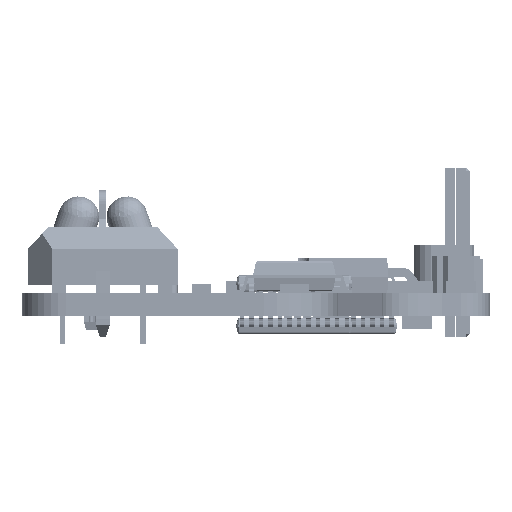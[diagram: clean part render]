
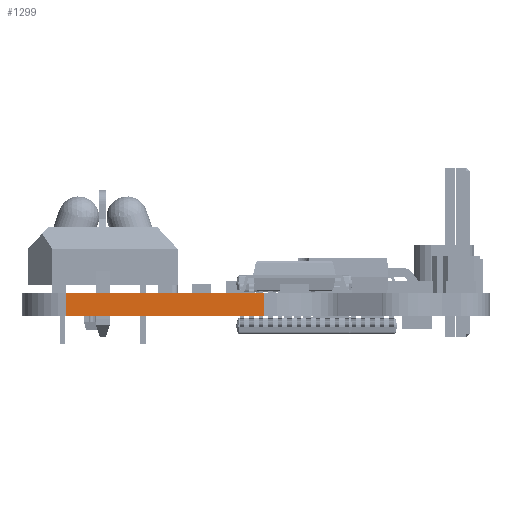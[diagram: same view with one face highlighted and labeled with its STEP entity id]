
A CAD part, left-side view. The second image highlights one B-rep face of the part: STEP entity #1299.
In plain terms, the highlighted planar face has unit normal (-1, 0, 0).
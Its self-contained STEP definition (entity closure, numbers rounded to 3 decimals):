
#1272 = VERTEX_POINT('',#1273);
#1273 = CARTESIAN_POINT('',(0.127,39.176,1.6));
#1280 = EDGE_CURVE('',#1281,#1272,#1283,.T.);
#1281 = VERTEX_POINT('',#1282);
#1282 = CARTESIAN_POINT('',(0.127,39.176,0.));
#1283 = LINE('',#1284,#1285);
#1284 = CARTESIAN_POINT('',(0.127,39.176,0.));
#1285 = VECTOR('',#1286,1.);
#1286 = DIRECTION('',(0.,0.,1.));
#1299 = ADVANCED_FACE('',(#1300),#1325,.F.);
#1300 = FACE_BOUND('',#1301,.F.);
#1301 = EDGE_LOOP('',(#1302,#1303,#1311,#1319));
#1302 = ORIENTED_EDGE('',*,*,#1280,.T.);
#1303 = ORIENTED_EDGE('',*,*,#1304,.T.);
#1304 = EDGE_CURVE('',#1272,#1305,#1307,.T.);
#1305 = VERTEX_POINT('',#1306);
#1306 = CARTESIAN_POINT('',(0.127,25.66,1.6));
#1307 = LINE('',#1308,#1309);
#1308 = CARTESIAN_POINT('',(0.127,39.176,1.6));
#1309 = VECTOR('',#1310,1.);
#1310 = DIRECTION('',(0.,-1.,0.));
#1311 = ORIENTED_EDGE('',*,*,#1312,.F.);
#1312 = EDGE_CURVE('',#1313,#1305,#1315,.T.);
#1313 = VERTEX_POINT('',#1314);
#1314 = CARTESIAN_POINT('',(0.127,25.66,0.));
#1315 = LINE('',#1316,#1317);
#1316 = CARTESIAN_POINT('',(0.127,25.66,0.));
#1317 = VECTOR('',#1318,1.);
#1318 = DIRECTION('',(0.,0.,1.));
#1319 = ORIENTED_EDGE('',*,*,#1320,.F.);
#1320 = EDGE_CURVE('',#1281,#1313,#1321,.T.);
#1321 = LINE('',#1322,#1323);
#1322 = CARTESIAN_POINT('',(0.127,39.176,0.));
#1323 = VECTOR('',#1324,1.);
#1324 = DIRECTION('',(0.,-1.,0.));
#1325 = PLANE('',#1326);
#1326 = AXIS2_PLACEMENT_3D('',#1327,#1328,#1329);
#1327 = CARTESIAN_POINT('',(0.127,39.176,0.));
#1328 = DIRECTION('',(1.,0.,0.));
#1329 = DIRECTION('',(0.,-1.,0.));
